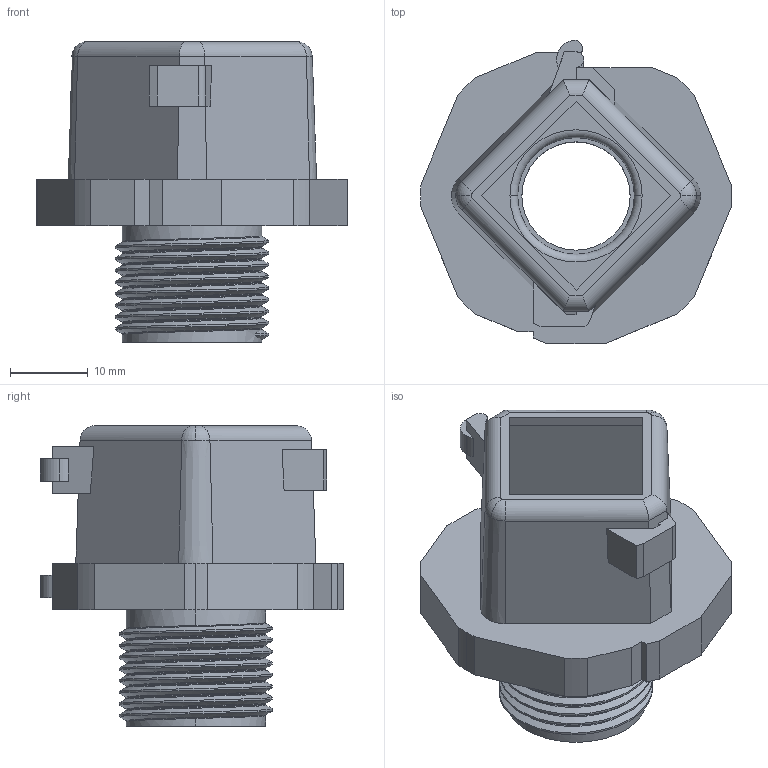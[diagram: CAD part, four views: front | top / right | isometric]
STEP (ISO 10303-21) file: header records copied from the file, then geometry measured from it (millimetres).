
FILE_DESCRIPTION (( 'STEP AP214' ), '1' );
FILE_NAME ('28610_4_KDS-KV_M20.STEP', '2017-02-16T14:39:30', ( '' ), ( '' ), 'SwSTEP 2.0', 'SolidWorks 2015', '' );
FILE_SCHEMA (( 'AUTOMOTIVE_DESIGN' ));
Length unit declared in the file: millimetre
Products named in the file (1): 28610_4_KDS-KV_M20
Bounding box: 39.99 x 38.99 x 38.7 mm (x, y, z)
Volume: 11193.5 mm3; surface area: 8233.9 mm2
Topology: 1 solids, 1 shells, 138 faces, 375 edges, 242 vertices
Faces by surface type: plane 67, cylinder 47, torus 12, cone 7, bspline 5
Entity records: 12629 total; most frequent: CARTESIAN_POINT 9163, ORIENTED_EDGE 750, DIRECTION 675, EDGE_CURVE 375, VERTEX_POINT 242, VECTOR 237, LINE 237, AXIS2_PLACEMENT_3D 219
